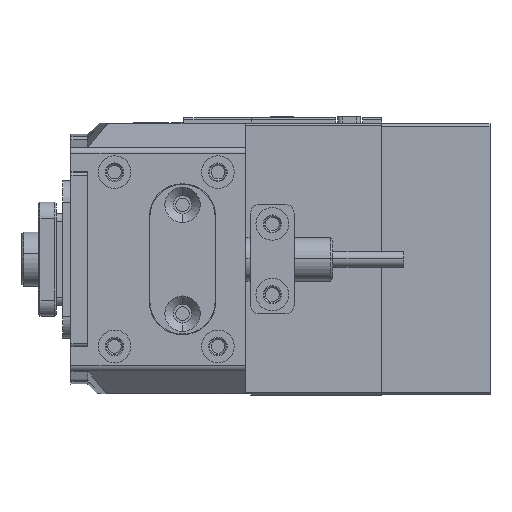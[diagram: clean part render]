
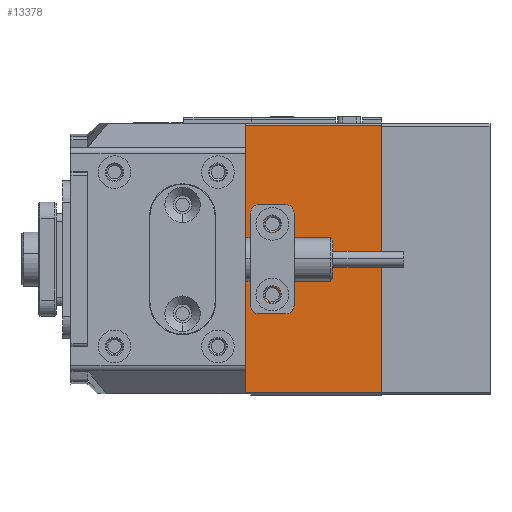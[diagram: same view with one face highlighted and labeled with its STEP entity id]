
A CAD part, left-side view. The second image highlights one B-rep face of the part: STEP entity #13378.
In plain terms, the highlighted planar face has unit normal (-1, 0, 0).
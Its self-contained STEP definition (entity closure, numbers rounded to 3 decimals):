
#68 = CARTESIAN_POINT ( 'NONE',  ( -40.5, -12.5, -6.5 ) ) ;
#338 = AXIS2_PLACEMENT_3D ( 'NONE', #1685, #17714, #46649 ) ;
#877 = AXIS2_PLACEMENT_3D ( 'NONE', #38539, #22905, #42959 ) ;
#1043 = LINE ( 'NONE', #35735, #30951 ) ;
#1377 = VECTOR ( 'NONE', #46331, 1000. ) ;
#1675 = CARTESIAN_POINT ( 'NONE',  ( -40.5, -7.5, -24.5 ) ) ;
#1685 = CARTESIAN_POINT ( 'NONE',  ( -40.5, -12.5, 6.5 ) ) ;
#1766 = ORIENTED_EDGE ( 'NONE', *, *, #19522, .T. ) ;
#3852 = ORIENTED_EDGE ( 'NONE', *, *, #39925, .T. ) ;
#3942 = ORIENTED_EDGE ( 'NONE', *, *, #28528, .T. ) ;
#3992 = DIRECTION ( 'NONE',  ( 0., 0., -1. ) ) ;
#4950 = CARTESIAN_POINT ( 'NONE',  ( -40.5, -12.5, 4.95 ) ) ;
#6118 = ORIENTED_EDGE ( 'NONE', *, *, #7127, .T. ) ;
#7127 = EDGE_CURVE ( 'NONE', #12646, #32959, #12184, .T. ) ;
#7214 = DIRECTION ( 'NONE',  ( 1., 0., 0. ) ) ;
#7366 = ORIENTED_EDGE ( 'NONE', *, *, #18458, .T. ) ;
#9349 = CARTESIAN_POINT ( 'NONE',  ( -40.5, -12.5, -4.95 ) ) ;
#9948 = CARTESIAN_POINT ( 'NONE',  ( -40.5, -7.5, 24.5 ) ) ;
#11971 = CARTESIAN_POINT ( 'NONE',  ( -40.5, -12.5, -6.5 ) ) ;
#12184 = CIRCLE ( 'NONE', #338, 1.55 ) ;
#12397 = LINE ( 'NONE', #30022, #27005 ) ;
#12646 = VERTEX_POINT ( 'NONE', #4950 ) ;
#13378 = ADVANCED_FACE ( 'NONE', ( #35732, #50394, #30677 ), #34776, .F. ) ;
#13686 = EDGE_LOOP ( 'NONE', ( #3852, #3942, #28455, #32360 ) ) ;
#17115 = DIRECTION ( 'NONE',  ( 0., -1., 0. ) ) ;
#17714 = DIRECTION ( 'NONE',  ( 1., 0., 0. ) ) ;
#17929 = CARTESIAN_POINT ( 'NONE',  ( -40.5, -7.5, 25. ) ) ;
#18458 = EDGE_CURVE ( 'NONE', #39058, #33269, #26412, .T. ) ;
#19522 = EDGE_CURVE ( 'NONE', #33269, #39058, #32075, .T. ) ;
#20484 = LINE ( 'NONE', #17929, #1377 ) ;
#20611 = AXIS2_PLACEMENT_3D ( 'NONE', #51826, #7214, #35615 ) ;
#22487 = VERTEX_POINT ( 'NONE', #9948 ) ;
#22905 = DIRECTION ( 'NONE',  ( 1., 0., 0. ) ) ;
#24016 = DIRECTION ( 'NONE',  ( 0., 0., -1. ) ) ;
#24046 = EDGE_CURVE ( 'NONE', #32959, #12646, #40987, .T. ) ;
#24238 = DIRECTION ( 'NONE',  ( 1., 0., 0. ) ) ;
#24297 = DIRECTION ( 'NONE',  ( 1., 0., 0. ) ) ;
#24595 = CARTESIAN_POINT ( 'NONE',  ( -40.5, -12.5, -8.05 ) ) ;
#24995 = AXIS2_PLACEMENT_3D ( 'NONE', #68, #24297, #3992 ) ;
#26412 = CIRCLE ( 'NONE', #34471, 1.55 ) ;
#27005 = VECTOR ( 'NONE', #17115, 1000. ) ;
#28455 = ORIENTED_EDGE ( 'NONE', *, *, #34520, .F. ) ;
#28528 = EDGE_CURVE ( 'NONE', #33382, #30097, #12397, .T. ) ;
#30022 = CARTESIAN_POINT ( 'NONE',  ( -40.5, -32.5, -24.5 ) ) ;
#30097 = VERTEX_POINT ( 'NONE', #47522 ) ;
#30677 = FACE_OUTER_BOUND ( 'NONE', #13686, .T. ) ;
#30951 = VECTOR ( 'NONE', #24016, 1000. ) ;
#32075 = CIRCLE ( 'NONE', #24995, 1.55 ) ;
#32360 = ORIENTED_EDGE ( 'NONE', *, *, #49206, .T. ) ;
#32959 = VERTEX_POINT ( 'NONE', #38744 ) ;
#33269 = VERTEX_POINT ( 'NONE', #9349 ) ;
#33382 = VERTEX_POINT ( 'NONE', #1675 ) ;
#34471 = AXIS2_PLACEMENT_3D ( 'NONE', #11971, #24238, #40194 ) ;
#34520 = EDGE_CURVE ( 'NONE', #47636, #30097, #1043, .T. ) ;
#34776 = PLANE ( 'NONE',  #877 ) ;
#35615 = DIRECTION ( 'NONE',  ( 0., 0., -1. ) ) ;
#35732 = FACE_BOUND ( 'NONE', #46785, .T. ) ;
#35735 = CARTESIAN_POINT ( 'NONE',  ( -40.5, -32.5, 25. ) ) ;
#38539 = CARTESIAN_POINT ( 'NONE',  ( -40.5, -32.5, 25. ) ) ;
#38744 = CARTESIAN_POINT ( 'NONE',  ( -40.5, -12.5, 8.05 ) ) ;
#39058 = VERTEX_POINT ( 'NONE', #24595 ) ;
#39925 = EDGE_CURVE ( 'NONE', #22487, #33382, #20484, .T. ) ;
#40194 = DIRECTION ( 'NONE',  ( 0., 0., -1. ) ) ;
#40298 = LINE ( 'NONE', #50256, #49852 ) ;
#40987 = CIRCLE ( 'NONE', #20611, 1.55 ) ;
#41398 = ORIENTED_EDGE ( 'NONE', *, *, #24046, .T. ) ;
#42594 = DIRECTION ( 'NONE',  ( 0., 1., 0. ) ) ;
#42959 = DIRECTION ( 'NONE',  ( 0., 0., -1. ) ) ;
#44581 = CARTESIAN_POINT ( 'NONE',  ( -40.5, -32.5, 24.5 ) ) ;
#44775 = EDGE_LOOP ( 'NONE', ( #1766, #7366 ) ) ;
#46331 = DIRECTION ( 'NONE',  ( 0., 0., -1. ) ) ;
#46649 = DIRECTION ( 'NONE',  ( 0., 0., -1. ) ) ;
#46785 = EDGE_LOOP ( 'NONE', ( #41398, #6118 ) ) ;
#47522 = CARTESIAN_POINT ( 'NONE',  ( -40.5, -32.5, -24.5 ) ) ;
#47636 = VERTEX_POINT ( 'NONE', #44581 ) ;
#49206 = EDGE_CURVE ( 'NONE', #47636, #22487, #40298, .T. ) ;
#49852 = VECTOR ( 'NONE', #42594, 1000. ) ;
#50256 = CARTESIAN_POINT ( 'NONE',  ( -40.5, -32.5, 24.5 ) ) ;
#50394 = FACE_BOUND ( 'NONE', #44775, .T. ) ;
#51826 = CARTESIAN_POINT ( 'NONE',  ( -40.5, -12.5, 6.5 ) ) ;
